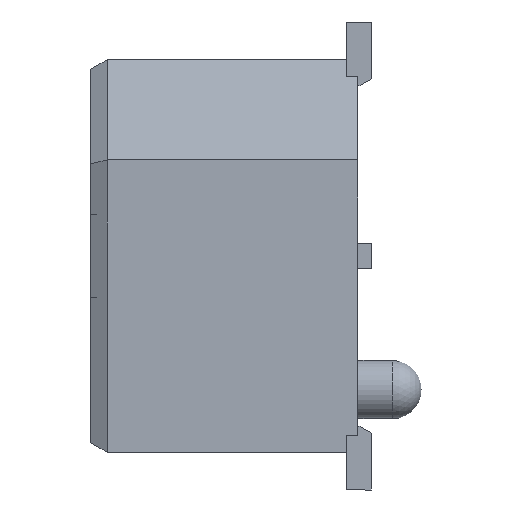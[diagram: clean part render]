
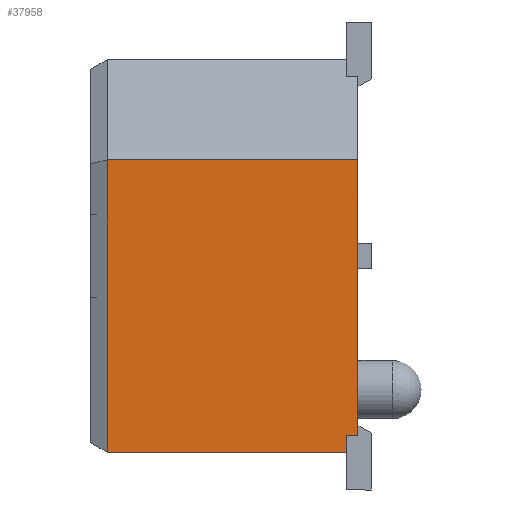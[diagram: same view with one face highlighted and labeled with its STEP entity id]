
A CAD part, left-side view. The second image highlights one B-rep face of the part: STEP entity #37958.
In plain terms, the highlighted face is planar.
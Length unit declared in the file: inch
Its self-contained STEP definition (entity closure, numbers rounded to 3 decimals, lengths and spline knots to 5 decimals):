
#238=LINE('',#51457,#5784);
#1701=LINE('',#54370,#7247);
#1703=LINE('',#54374,#7249);
#1704=LINE('',#54376,#7250);
#1705=LINE('',#54378,#7251);
#1706=LINE('',#54379,#7252);
#5784=VECTOR('',#41821,39.37008);
#7247=VECTOR('',#43552,39.37008);
#7249=VECTOR('',#43556,39.37008);
#7250=VECTOR('',#43557,39.37008);
#7251=VECTOR('',#43558,39.37008);
#7252=VECTOR('',#43559,39.37008);
#12941=ORIENTED_EDGE('',*,*,#24153,.F.);
#12942=ORIENTED_EDGE('',*,*,#22688,.T.);
#12943=ORIENTED_EDGE('',*,*,#24154,.F.);
#12944=ORIENTED_EDGE('',*,*,#24155,.F.);
#12945=ORIENTED_EDGE('',*,*,#24151,.T.);
#12946=ORIENTED_EDGE('',*,*,#24156,.F.);
#22688=EDGE_CURVE('',#28367,#28366,#238,.T.);
#24151=EDGE_CURVE('',#29683,#29682,#1701,.T.);
#24153=EDGE_CURVE('',#28367,#29684,#1703,.T.);
#24154=EDGE_CURVE('',#29685,#28366,#1704,.T.);
#24155=EDGE_CURVE('',#29683,#29685,#1705,.T.);
#24156=EDGE_CURVE('',#29684,#29682,#1706,.T.);
#28366=VERTEX_POINT('',#51456);
#28367=VERTEX_POINT('',#51458);
#29682=VERTEX_POINT('',#54369);
#29683=VERTEX_POINT('',#54371);
#29684=VERTEX_POINT('',#54375);
#29685=VERTEX_POINT('',#54377);
#32294=EDGE_LOOP('',(#12941,#12942,#12943,#12944,#12945,#12946));
#34210=FACE_BOUND('',#32294,.T.);
#36118=PLANE('',#39904);
#37958=ADVANCED_FACE('',(#34210),#36118,.F.);
#39904=AXIS2_PLACEMENT_3D('',#54373,#43554,#43555);
#41821=DIRECTION('',(0.,0.,-1.));
#43552=DIRECTION('',(0.,-1.,0.));
#43554=DIRECTION('',(-1.,0.,0.));
#43555=DIRECTION('',(0.,0.,1.));
#43556=DIRECTION('',(0.,1.,0.));
#43557=DIRECTION('',(0.,-1.,0.));
#43558=DIRECTION('',(0.,0.,-1.));
#43559=DIRECTION('',(0.,0.,1.));
#51456=CARTESIAN_POINT('',(0.7875,0.,-0.0575));
#51457=CARTESIAN_POINT('',(0.7875,0.,0.1175));
#51458=CARTESIAN_POINT('',(0.7875,0.,0.1075));
#54369=CARTESIAN_POINT('',(0.7875,0.007,0.1175));
#54370=CARTESIAN_POINT('',(0.7875,0.15,0.1175));
#54371=CARTESIAN_POINT('',(0.7875,0.15,0.1175));
#54373=CARTESIAN_POINT('',(0.7875,0.15,0.1175));
#54374=CARTESIAN_POINT('',(0.7875,0.15,0.1075));
#54375=CARTESIAN_POINT('',(0.7875,0.007,0.1075));
#54376=CARTESIAN_POINT('',(0.7875,0.15,-0.0575));
#54377=CARTESIAN_POINT('',(0.7875,0.15,-0.0575));
#54378=CARTESIAN_POINT('',(0.7875,0.15,0.1175));
#54379=CARTESIAN_POINT('',(0.7875,0.007,0.1175));
